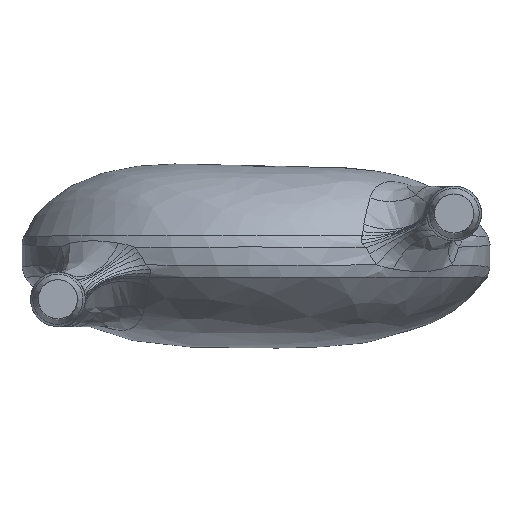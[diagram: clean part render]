
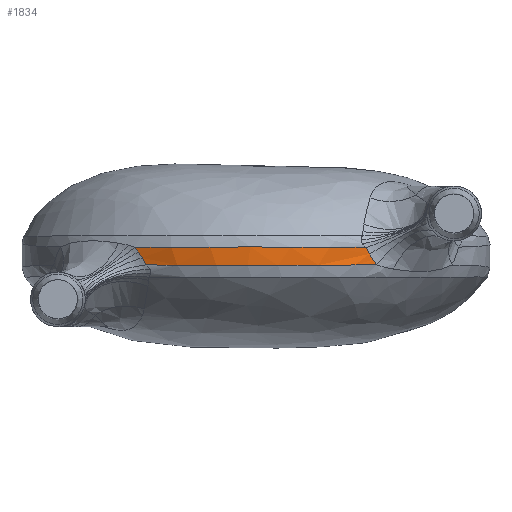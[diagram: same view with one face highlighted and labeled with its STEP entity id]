
A CAD part, front view. The second image highlights one B-rep face of the part: STEP entity #1834.
In plain terms, the highlighted cylindrical face has radius 3 mm (diameter 6 mm), a partial arc.
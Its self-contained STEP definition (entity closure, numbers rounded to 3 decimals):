
#50 = CARTESIAN_POINT ( 'NONE',  ( -1.461, -2.62, -0.018 ) ) ;
#144 = CARTESIAN_POINT ( 'NONE',  ( 1.481, -2.609, -0.019 ) ) ;
#162 = CARTESIAN_POINT ( 'NONE',  ( -0.202, -2.994, -0.117 ) ) ;
#181 = CARTESIAN_POINT ( 'NONE',  ( 0.611, -2.937, -0.115 ) ) ;
#272 = VERTEX_POINT ( 'NONE', #872 ) ;
#418 = EDGE_CURVE ( 'NONE', #4196, #272, #2470, .T. ) ;
#478 = B_SPLINE_CURVE_WITH_KNOTS ( 'NONE', 3,
 ( #4091, #1969, #2399, #5365 ),
 .UNSPECIFIED., .F., .F.,
 ( 4, 4 ),
 ( 0., 1. ),
 .UNSPECIFIED. ) ;
#480 = CARTESIAN_POINT ( 'NONE',  ( -1.429, -2.638, -0.077 ) ) ;
#582 = CARTESIAN_POINT ( 'NONE',  ( -0.056, -3., -0.118 ) ) ;
#603 = CARTESIAN_POINT ( 'NONE',  ( 0.721, -2.912, -0.114 ) ) ;
#711 = CARTESIAN_POINT ( 'NONE',  ( -1.507, -2.594, 0.056 ) ) ;
#769 = ORIENTED_EDGE ( 'NONE', *, *, #3885, .T. ) ;
#814 = VERTEX_POINT ( 'NONE', #3580 ) ;
#867 = B_SPLINE_CURVE_WITH_KNOTS ( 'NONE', 3,
 ( #711, #3231, #1148, #4111 ),
 .UNSPECIFIED., .F., .F.,
 ( 4, 4 ),
 ( 0., 1. ),
 .UNSPECIFIED. ) ;
#872 = CARTESIAN_POINT ( 'NONE',  ( 1.413, -2.646, 0.115 ) ) ;
#927 = CARTESIAN_POINT ( 'NONE',  ( 1.413, -2.646, 0.115 ) ) ;
#995 = CARTESIAN_POINT ( 'NONE',  ( -1.415, -2.645, -0.109 ) ) ;
#1019 = CARTESIAN_POINT ( 'NONE',  ( 0.031, -3., -0.118 ) ) ;
#1039 = CARTESIAN_POINT ( 'NONE',  ( 0.791, -2.894, -0.113 ) ) ;
#1074 = CARTESIAN_POINT ( 'NONE',  ( 1.453, -2.624, 0.031 ) ) ;
#1148 = CARTESIAN_POINT ( 'NONE',  ( -1.475, -2.612, 0.008 ) ) ;
#1208 = AXIS2_PLACEMENT_3D ( 'NONE', #4216, #3813, #2948 ) ;
#1279 = FACE_OUTER_BOUND ( 'NONE', #5249, .T. ) ;
#1319 = CARTESIAN_POINT ( 'NONE',  ( -0.598, -2.951, 0.12 ) ) ;
#1408 = ORIENTED_EDGE ( 'NONE', *, *, #2341, .T. ) ;
#1430 = CARTESIAN_POINT ( 'NONE',  ( -1.23, -2.739, -0.11 ) ) ;
#1449 = CARTESIAN_POINT ( 'NONE',  ( 0.062, -2.999, -0.118 ) ) ;
#1466 = CARTESIAN_POINT ( 'NONE',  ( 1.018, -2.828, -0.112 ) ) ;
#1524 = CARTESIAN_POINT ( 'NONE',  ( -1.415, -2.645, -0.109 ) ) ;
#1615 = VERTEX_POINT ( 'NONE', #1524 ) ;
#1718 = B_SPLINE_CURVE_WITH_KNOTS ( 'NONE', 3,
 ( #3853, #4793, #144, #3115 ),
 .UNSPECIFIED., .F., .F.,
 ( 4, 4 ),
 ( 0., 1. ),
 .UNSPECIFIED. ) ;
#1729 = CARTESIAN_POINT ( 'NONE',  ( 0.177, -3.006, 0.121 ) ) ;
#1749 = ORIENTED_EDGE ( 'NONE', *, *, #5515, .F. ) ;
#1834 = ADVANCED_FACE ( 'NONE', ( #1279 ), #3401, .T. ) ;
#1840 = CARTESIAN_POINT ( 'NONE',  ( -0.986, -2.834, -0.112 ) ) ;
#1861 = CARTESIAN_POINT ( 'NONE',  ( 0.073, -2.999, -0.118 ) ) ;
#1878 = CARTESIAN_POINT ( 'NONE',  ( 1.398, -2.658, -0.109 ) ) ;
#1969 = CARTESIAN_POINT ( 'NONE',  ( -1.537, -2.577, 0.097 ) ) ;
#2006 = ORIENTED_EDGE ( 'NONE', *, *, #4049, .T. ) ;
#2149 = B_SPLINE_CURVE_WITH_KNOTS ( 'NONE', 3,
 ( #995, #3555, #1430, #4393, #1840, #4811, #2279, #5245, #2701, #162, #3136, #582, #3575, #1019, #3986, #1449, #4413, #1861, #4827, #2298, #5267, #2719, #181, #3155, #603, #3592, #1039, #4009, #1466, #4430, #1878, #4848, #2314 ),
 .UNSPECIFIED., .F., .F.,
 ( 4, 2, 2, 2, 2, 2, 1, 1, 1, 2, 2, 2, 2, 2, 2, 2, 2, 4 ),
 ( 0., 0.125, 0.188, 0.25, 0.375, 0.438, 0.469, 0.484, 0.492, 0.496, 0.5, 0.625, 0.688, 0.719, 0.734, 0.75, 0.875, 1. ),
 .UNSPECIFIED. ) ;
#2159 = CARTESIAN_POINT ( 'NONE',  ( 0.942, -2.86, 0.117 ) ) ;
#2279 = CARTESIAN_POINT ( 'NONE',  ( -0.771, -2.9, -0.114 ) ) ;
#2282 = CARTESIAN_POINT ( 'NONE',  ( -1.553, -2.567, 0.117 ) ) ;
#2298 = CARTESIAN_POINT ( 'NONE',  ( 0.223, -2.994, -0.117 ) ) ;
#2314 = CARTESIAN_POINT ( 'NONE',  ( 1.546, -2.571, -0.109 ) ) ;
#2341 = EDGE_CURVE ( 'NONE', #4354, #1615, #3292, .T. ) ;
#2399 = CARTESIAN_POINT ( 'NONE',  ( -1.521, -2.586, 0.077 ) ) ;
#2470 = B_SPLINE_CURVE_WITH_KNOTS ( 'NONE', 3,
 ( #3046, #4720, #3483, #927 ),
 .UNSPECIFIED., .F., .F.,
 ( 4, 4 ),
 ( 0., 1. ),
 .UNSPECIFIED. ) ;
#2505 = CARTESIAN_POINT ( 'NONE',  ( -1.507, -2.594, 0.056 ) ) ;
#2583 = CARTESIAN_POINT ( 'NONE',  ( 1.413, -2.646, 0.115 ) ) ;
#2591 = CARTESIAN_POINT ( 'NONE',  ( -1.445, -2.629, -0.046 ) ) ;
#2701 = CARTESIAN_POINT ( 'NONE',  ( -0.395, -2.977, -0.116 ) ) ;
#2719 = CARTESIAN_POINT ( 'NONE',  ( 0.489, -2.961, -0.115 ) ) ;
#2948 = DIRECTION ( 'NONE',  ( 1., 0., 0. ) ) ;
#3046 = CARTESIAN_POINT ( 'NONE',  ( 1.453, -2.624, 0.031 ) ) ;
#3115 = CARTESIAN_POINT ( 'NONE',  ( 1.453, -2.624, 0.031 ) ) ;
#3136 = CARTESIAN_POINT ( 'NONE',  ( -0.141, -2.997, -0.117 ) ) ;
#3150 = VERTEX_POINT ( 'NONE', #2505 ) ;
#3155 = CARTESIAN_POINT ( 'NONE',  ( 0.654, -2.928, -0.114 ) ) ;
#3231 = CARTESIAN_POINT ( 'NONE',  ( -1.49, -2.604, 0.033 ) ) ;
#3265 = VERTEX_POINT ( 'NONE', #2282 ) ;
#3292 = B_SPLINE_CURVE_WITH_KNOTS ( 'NONE', 3,
 ( #50, #2591, #480, #3457 ),
 .UNSPECIFIED., .F., .F.,
 ( 4, 4 ),
 ( 0., 1. ),
 .UNSPECIFIED. ) ;
#3356 = ORIENTED_EDGE ( 'NONE', *, *, #4092, .T. ) ;
#3357 = CARTESIAN_POINT ( 'NONE',  ( -1.553, -2.567, 0.117 ) ) ;
#3401 = CYLINDRICAL_SURFACE ( 'NONE', #1208, 3. ) ;
#3457 = CARTESIAN_POINT ( 'NONE',  ( -1.415, -2.645, -0.109 ) ) ;
#3483 = CARTESIAN_POINT ( 'NONE',  ( 1.425, -2.64, 0.086 ) ) ;
#3555 = CARTESIAN_POINT ( 'NONE',  ( -1.331, -2.69, -0.11 ) ) ;
#3575 = CARTESIAN_POINT ( 'NONE',  ( -0.015, -3., -0.118 ) ) ;
#3580 = CARTESIAN_POINT ( 'NONE',  ( 1.546, -2.571, -0.109 ) ) ;
#3592 = CARTESIAN_POINT ( 'NONE',  ( 0.744, -2.906, -0.114 ) ) ;
#3770 = CARTESIAN_POINT ( 'NONE',  ( -1.331, -2.701, 0.117 ) ) ;
#3813 = DIRECTION ( 'NONE',  ( 0., 0., 1. ) ) ;
#3853 = CARTESIAN_POINT ( 'NONE',  ( 1.546, -2.571, -0.109 ) ) ;
#3855 = CARTESIAN_POINT ( 'NONE',  ( -1.093, -2.806, 0.116 ) ) ;
#3885 = EDGE_CURVE ( 'NONE', #3150, #4354, #867, .T. ) ;
#3986 = CARTESIAN_POINT ( 'NONE',  ( 0.053, -3., -0.118 ) ) ;
#3994 = ORIENTED_EDGE ( 'NONE', *, *, #418, .T. ) ;
#4009 = CARTESIAN_POINT ( 'NONE',  ( 0.817, -2.887, -0.113 ) ) ;
#4049 = EDGE_CURVE ( 'NONE', #814, #4196, #1718, .T. ) ;
#4076 = CARTESIAN_POINT ( 'NONE',  ( -1.461, -2.62, -0.018 ) ) ;
#4091 = CARTESIAN_POINT ( 'NONE',  ( -1.553, -2.567, 0.117 ) ) ;
#4092 = EDGE_CURVE ( 'NONE', #1615, #814, #2149, .T. ) ;
#4111 = CARTESIAN_POINT ( 'NONE',  ( -1.461, -2.62, -0.018 ) ) ;
#4149 = ORIENTED_EDGE ( 'NONE', *, *, #4550, .T. ) ;
#4196 = VERTEX_POINT ( 'NONE', #1074 ) ;
#4216 = CARTESIAN_POINT ( 'NONE',  ( 0., 0., -0.2 ) ) ;
#4277 = CARTESIAN_POINT ( 'NONE',  ( -0.338, -2.992, 0.121 ) ) ;
#4354 = VERTEX_POINT ( 'NONE', #4076 ) ;
#4393 = CARTESIAN_POINT ( 'NONE',  ( -1.05, -2.811, -0.111 ) ) ;
#4413 = CARTESIAN_POINT ( 'NONE',  ( 0.068, -2.999, -0.118 ) ) ;
#4430 = CARTESIAN_POINT ( 'NONE',  ( 1.165, -2.768, -0.111 ) ) ;
#4550 = EDGE_CURVE ( 'NONE', #3265, #3150, #478, .T. ) ;
#4688 = CARTESIAN_POINT ( 'NONE',  ( 0.439, -2.979, 0.12 ) ) ;
#4720 = CARTESIAN_POINT ( 'NONE',  ( 1.439, -2.633, 0.058 ) ) ;
#4793 = CARTESIAN_POINT ( 'NONE',  ( 1.512, -2.591, -0.066 ) ) ;
#4811 = CARTESIAN_POINT ( 'NONE',  ( -0.847, -2.879, -0.113 ) ) ;
#4827 = CARTESIAN_POINT ( 'NONE',  ( 0.13, -2.998, -0.117 ) ) ;
#4848 = CARTESIAN_POINT ( 'NONE',  ( 1.485, -2.608, -0.109 ) ) ;
#5126 = CARTESIAN_POINT ( 'NONE',  ( 1.183, -2.769, 0.115 ) ) ;
#5245 = CARTESIAN_POINT ( 'NONE',  ( -0.538, -2.956, -0.116 ) ) ;
#5249 = EDGE_LOOP ( 'NONE', ( #2006, #3994, #1749, #4149, #769, #1408, #3356 ) ) ;
#5260 = B_SPLINE_CURVE_WITH_KNOTS ( 'NONE', 3,
 ( #3357, #3770, #3855, #1319, #4277, #1729, #4688, #2159, #5126, #2583 ),
 .UNSPECIFIED., .F., .F.,
 ( 4, 2, 2, 2, 4 ),
 ( 0., 0.25, 0.5, 0.75, 1. ),
 .UNSPECIFIED. ) ;
#5267 = CARTESIAN_POINT ( 'NONE',  ( 0.416, -2.972, -0.116 ) ) ;
#5365 = CARTESIAN_POINT ( 'NONE',  ( -1.507, -2.594, 0.056 ) ) ;
#5515 = EDGE_CURVE ( 'NONE', #3265, #272, #5260, .T. ) ;
